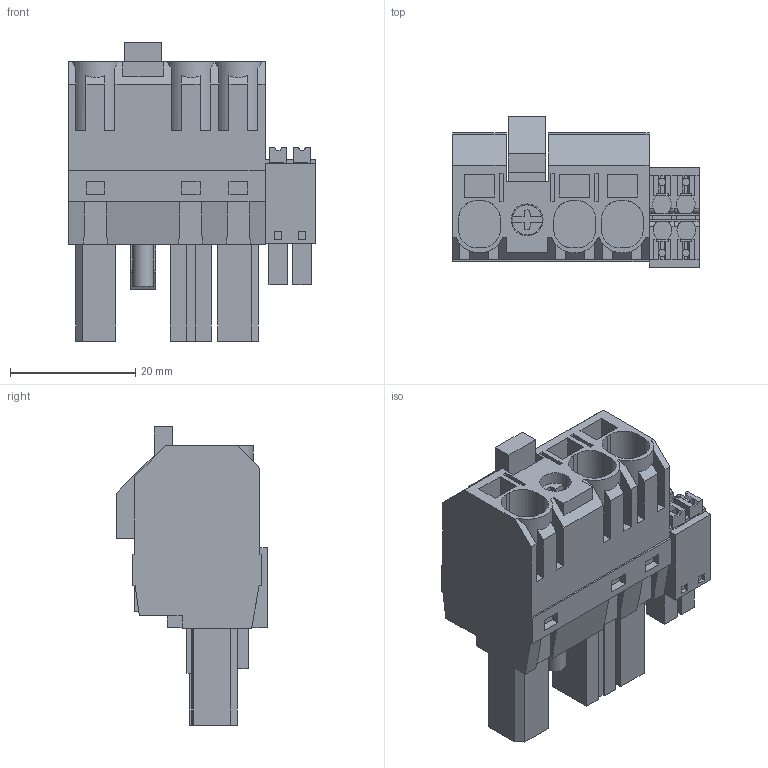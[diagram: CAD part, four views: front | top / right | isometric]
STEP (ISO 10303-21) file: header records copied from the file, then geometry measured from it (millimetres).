
FILE_DESCRIPTION(('CATIA V5 STEP Exchange','CAx-IF Rec.Pracs.--- Model Styling and Organization---1.4--- 2014-01-23'),'2;1');
FILE_NAME ('D1449520_1_1157440000_1157440000.stp','2023-09-07T12:50:42+00:00',('none'),('Weidmueller'),'CATIA Version 5-6 Release 2016 SP3 HF44','CATIA V5 STEP AP214','none');
FILE_SCHEMA(('AUTOMOTIVE_DESIGN { 1 0 10303 214 1 1 1 1 }'));
Length unit declared in the file: millimetre
Products named in the file (1): 1157440000
Bounding box: 39.41 x 24.13 x 47.7 mm (x, y, z)
Volume: 19090 mm3; surface area: 10740.8 mm2
Topology: 7 solids, 7 shells, 588 faces, 1618 edges, 1075 vertices
Faces by surface type: plane 527, cylinder 61
Entity records: 17774 total; most frequent: CARTESIAN_POINT 3488, ORIENTED_EDGE 3236, DIRECTION 2410, EDGE_CURVE 1618, VECTOR 1438, LINE 1438, VERTEX_POINT 1075, EDGE_LOOP 629
